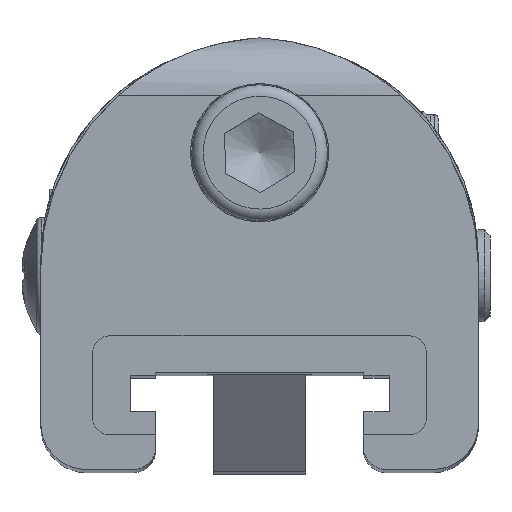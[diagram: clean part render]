
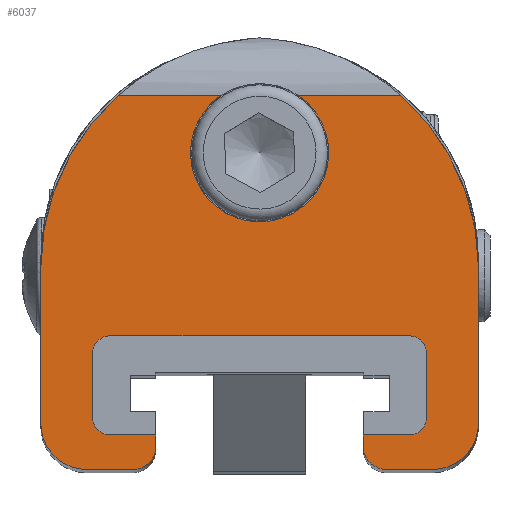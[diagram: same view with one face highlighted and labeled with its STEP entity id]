
A CAD part, top view. The second image highlights one B-rep face of the part: STEP entity #6037.
In plain terms, the highlighted planar face has unit normal (0, 0, 1).
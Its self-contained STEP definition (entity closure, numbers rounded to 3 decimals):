
#360=LINE('',#9018,#758);
#363=LINE('',#9026,#761);
#366=LINE('',#9034,#764);
#370=LINE('',#9044,#768);
#385=LINE('',#9082,#783);
#490=LINE('',#9911,#888);
#496=LINE('',#9927,#894);
#502=LINE('',#9946,#900);
#507=LINE('',#9960,#905);
#510=LINE('',#9969,#908);
#516=LINE('',#10075,#914);
#525=LINE('',#10323,#923);
#526=LINE('',#10326,#924);
#758=VECTOR('',#7151,10.);
#761=VECTOR('',#7160,10.);
#764=VECTOR('',#7169,10.);
#768=VECTOR('',#7179,10.);
#783=VECTOR('',#7226,10.);
#888=VECTOR('',#7793,10.);
#894=VECTOR('',#7809,10.);
#900=VECTOR('',#7825,10.);
#905=VECTOR('',#7838,10.);
#908=VECTOR('',#7849,10.);
#914=VECTOR('',#7877,10.);
#923=VECTOR('',#7904,10.);
#924=VECTOR('',#7907,10.);
#1179=PLANE('',#6586);
#1580=FACE_OUTER_BOUND('',#2016,.T.);
#2016=EDGE_LOOP('',(#4878,#4879,#4880,#4881,#4882,#4883,#4884,#4885,#4886,
#4887,#4888,#4889,#4890,#4891,#4892,#4893,#4894,#4895,#4896,#4897,#4898,
#4899,#4900,#4901));
#2301=CIRCLE('',#6291,1.5);
#2302=CIRCLE('',#6294,1.5);
#2303=CIRCLE('',#6297,1.5);
#2304=CIRCLE('',#6300,1.5);
#2385=CIRCLE('',#6516,20.);
#2396=CIRCLE('',#6530,20.);
#2411=CIRCLE('',#6556,4.);
#2413=CIRCLE('',#6560,4.);
#2415=CIRCLE('',#6564,2.);
#2417=CIRCLE('',#6568,2.);
#2427=CIRCLE('',#6587,6.);
#2667=VERTEX_POINT('',#9011);
#2668=VERTEX_POINT('',#9012);
#2669=VERTEX_POINT('',#9017);
#2670=VERTEX_POINT('',#9021);
#2671=VERTEX_POINT('',#9025);
#2672=VERTEX_POINT('',#9029);
#2673=VERTEX_POINT('',#9033);
#2674=VERTEX_POINT('',#9037);
#2675=VERTEX_POINT('',#9041);
#2683=VERTEX_POINT('',#9081);
#2846=VERTEX_POINT('',#9790);
#2849=VERTEX_POINT('',#9815);
#2860=VERTEX_POINT('',#9842);
#2861=VERTEX_POINT('',#9865);
#2875=VERTEX_POINT('',#9910);
#2879=VERTEX_POINT('',#9924);
#2885=VERTEX_POINT('',#9937);
#2886=VERTEX_POINT('',#9942);
#2888=VERTEX_POINT('',#9945);
#2891=VERTEX_POINT('',#9952);
#2892=VERTEX_POINT('',#9957);
#2894=VERTEX_POINT('',#9966);
#2916=VERTEX_POINT('',#10322);
#2917=VERTEX_POINT('',#10324);
#3287=EDGE_CURVE('',#2667,#2668,#2301,.T.);
#3290=EDGE_CURVE('',#2669,#2668,#360,.T.);
#3292=EDGE_CURVE('',#2669,#2670,#2302,.T.);
#3294=EDGE_CURVE('',#2671,#2670,#363,.T.);
#3296=EDGE_CURVE('',#2671,#2672,#2303,.T.);
#3298=EDGE_CURVE('',#2673,#2672,#366,.T.);
#3300=EDGE_CURVE('',#2673,#2674,#2304,.T.);
#3303=EDGE_CURVE('',#2667,#2675,#370,.T.);
#3323=EDGE_CURVE('',#2683,#2674,#385,.T.);
#3551=EDGE_CURVE('',#2846,#2849,#2385,.T.);
#3564=EDGE_CURVE('',#2861,#2860,#2396,.T.);
#3588=EDGE_CURVE('',#2875,#2683,#490,.T.);
#3596=EDGE_CURVE('',#2849,#2879,#496,.T.);
#3602=EDGE_CURVE('',#2885,#2879,#2411,.T.);
#3605=EDGE_CURVE('',#2888,#2886,#502,.T.);
#3609=EDGE_CURVE('',#2891,#2886,#2413,.T.);
#3612=EDGE_CURVE('',#2885,#2892,#507,.T.);
#3614=EDGE_CURVE('',#2875,#2892,#2415,.T.);
#3617=EDGE_CURVE('',#2675,#2894,#510,.T.);
#3619=EDGE_CURVE('',#2888,#2894,#2417,.T.);
#3633=EDGE_CURVE('',#2891,#2861,#516,.T.);
#3654=EDGE_CURVE('',#2860,#2916,#525,.T.);
#3655=EDGE_CURVE('',#2916,#2917,#2427,.T.);
#3656=EDGE_CURVE('',#2917,#2846,#526,.T.);
#4878=ORIENTED_EDGE('',*,*,#3654,.T.);
#4879=ORIENTED_EDGE('',*,*,#3655,.T.);
#4880=ORIENTED_EDGE('',*,*,#3656,.T.);
#4881=ORIENTED_EDGE('',*,*,#3551,.T.);
#4882=ORIENTED_EDGE('',*,*,#3596,.T.);
#4883=ORIENTED_EDGE('',*,*,#3602,.F.);
#4884=ORIENTED_EDGE('',*,*,#3612,.T.);
#4885=ORIENTED_EDGE('',*,*,#3614,.F.);
#4886=ORIENTED_EDGE('',*,*,#3588,.T.);
#4887=ORIENTED_EDGE('',*,*,#3323,.T.);
#4888=ORIENTED_EDGE('',*,*,#3300,.F.);
#4889=ORIENTED_EDGE('',*,*,#3298,.T.);
#4890=ORIENTED_EDGE('',*,*,#3296,.F.);
#4891=ORIENTED_EDGE('',*,*,#3294,.T.);
#4892=ORIENTED_EDGE('',*,*,#3292,.F.);
#4893=ORIENTED_EDGE('',*,*,#3290,.T.);
#4894=ORIENTED_EDGE('',*,*,#3287,.F.);
#4895=ORIENTED_EDGE('',*,*,#3303,.T.);
#4896=ORIENTED_EDGE('',*,*,#3617,.T.);
#4897=ORIENTED_EDGE('',*,*,#3619,.F.);
#4898=ORIENTED_EDGE('',*,*,#3605,.T.);
#4899=ORIENTED_EDGE('',*,*,#3609,.F.);
#4900=ORIENTED_EDGE('',*,*,#3633,.T.);
#4901=ORIENTED_EDGE('',*,*,#3564,.T.);
#6037=ADVANCED_FACE('',(#1580),#1179,.T.);
#6291=AXIS2_PLACEMENT_3D('',#9013,#7145,#7146);
#6294=AXIS2_PLACEMENT_3D('',#9022,#7155,#7156);
#6297=AXIS2_PLACEMENT_3D('',#9030,#7164,#7165);
#6300=AXIS2_PLACEMENT_3D('',#9038,#7173,#7174);
#6516=AXIS2_PLACEMENT_3D('',#9817,#7714,#7715);
#6530=AXIS2_PLACEMENT_3D('',#9866,#7743,#7744);
#6556=AXIS2_PLACEMENT_3D('',#9939,#7818,#7819);
#6560=AXIS2_PLACEMENT_3D('',#9954,#7831,#7832);
#6564=AXIS2_PLACEMENT_3D('',#9963,#7842,#7843);
#6568=AXIS2_PLACEMENT_3D('',#9972,#7853,#7854);
#6586=AXIS2_PLACEMENT_3D('',#10321,#7902,#7903);
#6587=AXIS2_PLACEMENT_3D('',#10325,#7905,#7906);
#7145=DIRECTION('center_axis',(0.,0.,1.));
#7146=DIRECTION('ref_axis',(0.707,-0.707,0.));
#7151=DIRECTION('',(0.,-1.,0.));
#7155=DIRECTION('center_axis',(0.,0.,1.));
#7156=DIRECTION('ref_axis',(0.707,0.707,0.));
#7160=DIRECTION('',(1.,0.,0.));
#7164=DIRECTION('center_axis',(0.,0.,1.));
#7165=DIRECTION('ref_axis',(-0.707,0.707,0.));
#7169=DIRECTION('',(0.,1.,0.));
#7173=DIRECTION('center_axis',(0.,0.,1.));
#7174=DIRECTION('ref_axis',(-0.707,-0.707,0.));
#7179=DIRECTION('',(-1.,0.,0.));
#7226=DIRECTION('',(-1.,0.,0.));
#7714=DIRECTION('center_axis',(0.,0.,1.));
#7715=DIRECTION('ref_axis',(0.05,-0.999,0.));
#7743=DIRECTION('center_axis',(0.,0.,1.));
#7744=DIRECTION('ref_axis',(-1.,0.,0.));
#7793=DIRECTION('',(0.,1.,0.));
#7809=DIRECTION('',(0.,-1.,0.));
#7818=DIRECTION('center_axis',(0.,0.,-1.));
#7819=DIRECTION('ref_axis',(-0.707,-0.707,0.));
#7825=DIRECTION('',(1.,0.,0.));
#7831=DIRECTION('center_axis',(0.,0.,-1.));
#7832=DIRECTION('ref_axis',(0.707,-0.707,0.));
#7838=DIRECTION('',(1.,0.,0.));
#7842=DIRECTION('center_axis',(0.,0.,-1.));
#7843=DIRECTION('ref_axis',(0.707,-0.707,0.));
#7849=DIRECTION('',(0.,-1.,0.));
#7853=DIRECTION('center_axis',(0.,0.,-1.));
#7854=DIRECTION('ref_axis',(-0.707,-0.707,0.));
#7877=DIRECTION('',(0.,1.,0.));
#7902=DIRECTION('center_axis',(0.,0.,1.));
#7903=DIRECTION('ref_axis',(1.,0.,0.));
#7904=DIRECTION('',(-1.,0.,0.));
#7905=DIRECTION('center_axis',(0.,0.,-1.));
#7906=DIRECTION('ref_axis',(0.,1.,0.));
#7907=DIRECTION('',(-1.,0.,0.));
#9011=CARTESIAN_POINT('',(13.,-15.75,80.));
#9012=CARTESIAN_POINT('',(14.5,-14.25,80.));
#9013=CARTESIAN_POINT('Origin',(13.,-14.25,80.));
#9017=CARTESIAN_POINT('',(14.5,-8.65,80.));
#9018=CARTESIAN_POINT('',(14.5,-3.188,80.));
#9021=CARTESIAN_POINT('',(13.,-7.15,80.));
#9022=CARTESIAN_POINT('Origin',(13.,-8.65,80.));
#9025=CARTESIAN_POINT('',(-13.,-7.15,80.));
#9026=CARTESIAN_POINT('',(12.,-7.15,80.));
#9029=CARTESIAN_POINT('',(-14.5,-8.65,80.));
#9030=CARTESIAN_POINT('Origin',(-13.,-8.65,80.));
#9033=CARTESIAN_POINT('',(-14.5,-14.25,80.));
#9034=CARTESIAN_POINT('',(-14.5,1.113,80.));
#9037=CARTESIAN_POINT('',(-13.,-15.75,80.));
#9038=CARTESIAN_POINT('Origin',(-13.,-14.25,80.));
#9041=CARTESIAN_POINT('',(9.,-15.75,80.));
#9044=CARTESIAN_POINT('',(9.25,-15.75,80.));
#9081=CARTESIAN_POINT('',(-9.,-15.75,80.));
#9082=CARTESIAN_POINT('',(-2.5,-15.75,80.));
#9790=CARTESIAN_POINT('',(-12.257,13.725,80.));
#9815=CARTESIAN_POINT('',(-19.,-1.25,80.));
#9817=CARTESIAN_POINT('Origin',(1.,-1.25,80.));
#9842=CARTESIAN_POINT('',(12.257,13.725,80.));
#9865=CARTESIAN_POINT('',(19.,-1.25,80.));
#9866=CARTESIAN_POINT('Origin',(-1.,-1.25,80.));
#9910=CARTESIAN_POINT('',(-9.,-16.75,80.));
#9911=CARTESIAN_POINT('',(-9.,-3.188,80.));
#9924=CARTESIAN_POINT('',(-19.,-14.75,80.));
#9927=CARTESIAN_POINT('',(-19.,18.75,80.));
#9937=CARTESIAN_POINT('',(-15.,-18.75,80.));
#9939=CARTESIAN_POINT('Origin',(-15.,-14.75,80.));
#9942=CARTESIAN_POINT('',(15.,-18.75,80.));
#9945=CARTESIAN_POINT('',(11.,-18.75,80.));
#9946=CARTESIAN_POINT('',(-19.,-18.75,80.));
#9952=CARTESIAN_POINT('',(19.,-14.75,80.));
#9954=CARTESIAN_POINT('Origin',(15.,-14.75,80.));
#9957=CARTESIAN_POINT('',(-11.,-18.75,80.));
#9960=CARTESIAN_POINT('',(-19.,-18.75,80.));
#9963=CARTESIAN_POINT('Origin',(-11.,-16.75,80.));
#9966=CARTESIAN_POINT('',(9.,-16.75,80.));
#9969=CARTESIAN_POINT('',(9.,-4.688,80.));
#9972=CARTESIAN_POINT('Origin',(11.,-16.75,80.));
#10075=CARTESIAN_POINT('',(19.,-18.75,80.));
#10321=CARTESIAN_POINT('Origin',(9.5,9.375,80.));
#10322=CARTESIAN_POINT('',(3.354,13.725,80.));
#10323=CARTESIAN_POINT('',(4.75,13.725,80.));
#10324=CARTESIAN_POINT('',(-3.354,13.725,80.));
#10325=CARTESIAN_POINT('Origin',(0.,8.75,80.));
#10326=CARTESIAN_POINT('',(4.75,13.725,80.));
